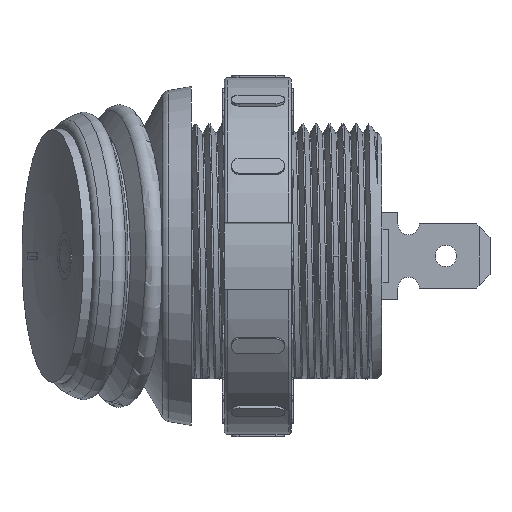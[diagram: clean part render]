
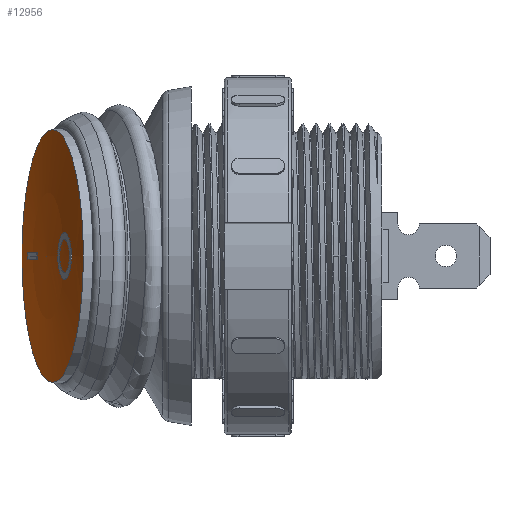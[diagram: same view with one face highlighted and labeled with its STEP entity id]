
A CAD part, left-side view. The second image highlights one B-rep face of the part: STEP entity #12956.
In plain terms, the highlighted spherical face has radius 100 mm.
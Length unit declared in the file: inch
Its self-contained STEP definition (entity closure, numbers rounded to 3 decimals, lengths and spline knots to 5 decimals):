
#16=SPHERICAL_SURFACE('',#13870,3.93701);
#196=FACE_BOUND('',#1627,.T.);
#910=FACE_OUTER_BOUND('',#1626,.T.);
#1626=EDGE_LOOP('',(#9636,#9637,#9638,#9639,#9640,#9641,#9642,#9643,#9644,
#9645,#9646));
#1627=EDGE_LOOP('',(#9647,#9648));
#2243=CIRCLE('',#13871,3.93701);
#2244=CIRCLE('',#13872,3.93701);
#2245=CIRCLE('',#13873,3.93701);
#2246=CIRCLE('',#13874,3.93701);
#2247=CIRCLE('',#13875,0.37402);
#2248=CIRCLE('',#13876,3.93701);
#2249=CIRCLE('',#13877,3.93701);
#5665=VERTEX_POINT('',#24338);
#5666=VERTEX_POINT('',#24339);
#5667=VERTEX_POINT('',#24341);
#5668=VERTEX_POINT('',#24343);
#5669=VERTEX_POINT('',#24345);
#5670=VERTEX_POINT('',#24348);
#5671=VERTEX_POINT('',#24350);
#5672=VERTEX_POINT('',#24351);
#7131=EDGE_CURVE('',#5665,#5666,#2243,.T.);
#7132=EDGE_CURVE('',#5666,#5667,#2244,.T.);
#7133=EDGE_CURVE('',#5667,#5668,#2245,.T.);
#7134=EDGE_CURVE('',#5668,#5669,#2246,.T.);
#7135=EDGE_CURVE('',#5669,#5669,#2247,.T.);
#7136=EDGE_CURVE('',#5670,#5665,#2248,.T.);
#7137=EDGE_CURVE('',#5671,#5672,#2249,.T.);
#9636=ORIENTED_EDGE('',*,*,#7131,.T.);
#9637=ORIENTED_EDGE('',*,*,#7132,.T.);
#9638=ORIENTED_EDGE('',*,*,#7133,.T.);
#9639=ORIENTED_EDGE('',*,*,#7134,.T.);
#9640=ORIENTED_EDGE('',*,*,#7135,.T.);
#9641=ORIENTED_EDGE('',*,*,#7134,.F.);
#9642=ORIENTED_EDGE('',*,*,#7133,.F.);
#9643=ORIENTED_EDGE('',*,*,#7132,.F.);
#9644=ORIENTED_EDGE('',*,*,#7131,.F.);
#9645=ORIENTED_EDGE('',*,*,#7136,.F.);
#9646=ORIENTED_EDGE('',*,*,#7136,.T.);
#9647=ORIENTED_EDGE('',*,*,#7137,.T.);
#9648=ORIENTED_EDGE('',*,*,#7137,.F.);
#12956=ADVANCED_FACE('',(#910,#196),#16,.T.);
#13870=AXIS2_PLACEMENT_3D('',#24337,#15817,#15818);
#13871=AXIS2_PLACEMENT_3D('',#24340,#15819,#15820);
#13872=AXIS2_PLACEMENT_3D('',#24342,#15821,#15822);
#13873=AXIS2_PLACEMENT_3D('',#24344,#15823,#15824);
#13874=AXIS2_PLACEMENT_3D('',#24346,#15825,#15826);
#13875=AXIS2_PLACEMENT_3D('',#24347,#15827,#15828);
#13876=AXIS2_PLACEMENT_3D('',#24349,#15829,#15830);
#13877=AXIS2_PLACEMENT_3D('',#24352,#15831,#15832);
#15817=DIRECTION('center_axis',(-0.242,0.97,0.));
#15818=DIRECTION('ref_axis',(0.97,0.242,0.));
#15819=DIRECTION('center_axis',(0.,0.,
1.));
#15820=DIRECTION('ref_axis',(-0.149,0.989,0.));
#15821=DIRECTION('center_axis',(0.,0.,
1.));
#15822=DIRECTION('ref_axis',(-0.97,-0.242,0.));
#15823=DIRECTION('center_axis',(0.,0.,
1.));
#15824=DIRECTION('ref_axis',(-0.149,0.989,0.));
#15825=DIRECTION('center_axis',(0.,0.,
1.));
#15826=DIRECTION('ref_axis',(-0.97,-0.242,0.));
#15827=DIRECTION('center_axis',(-0.242,0.97,0.));
#15828=DIRECTION('ref_axis',(0.97,0.242,0.));
#15829=DIRECTION('center_axis',(0.,0.,
1.));
#15830=DIRECTION('ref_axis',(-0.97,-0.242,0.));
#15831=DIRECTION('center_axis',(0.,0.,
1.));
#15832=DIRECTION('ref_axis',(-0.149,0.989,0.));
#24337=CARTESIAN_POINT('Origin',(0.84432,-3.43364,0.));
#24338=CARTESIAN_POINT('',(-0.23177,0.35345,0.));
#24339=CARTESIAN_POINT('',(-0.25071,0.34802,0.));
#24340=CARTESIAN_POINT('Origin',(0.84432,-3.43364,0.));
#24341=CARTESIAN_POINT('',(-0.34502,0.31942,0.));
#24342=CARTESIAN_POINT('Origin',(0.84432,-3.43364,0.));
#24343=CARTESIAN_POINT('',(-0.36381,0.31342,0.));
#24344=CARTESIAN_POINT('Origin',(0.84432,-3.43364,0.));
#24345=CARTESIAN_POINT('',(-0.46672,0.27866,0.));
#24346=CARTESIAN_POINT('Origin',(0.84432,-3.43364,0.));
#24347=CARTESIAN_POINT('Origin',(-0.10382,0.36914,0.));
#24348=CARTESIAN_POINT('',(-0.10812,0.38642,0.));
#24349=CARTESIAN_POINT('Origin',(0.84432,-3.43364,0.));
#24350=CARTESIAN_POINT('',(0.1519,0.442,0.));
#24351=CARTESIAN_POINT('',(0.01653,0.41536,0.));
#24352=CARTESIAN_POINT('Origin',(0.84432,-3.43364,0.));
